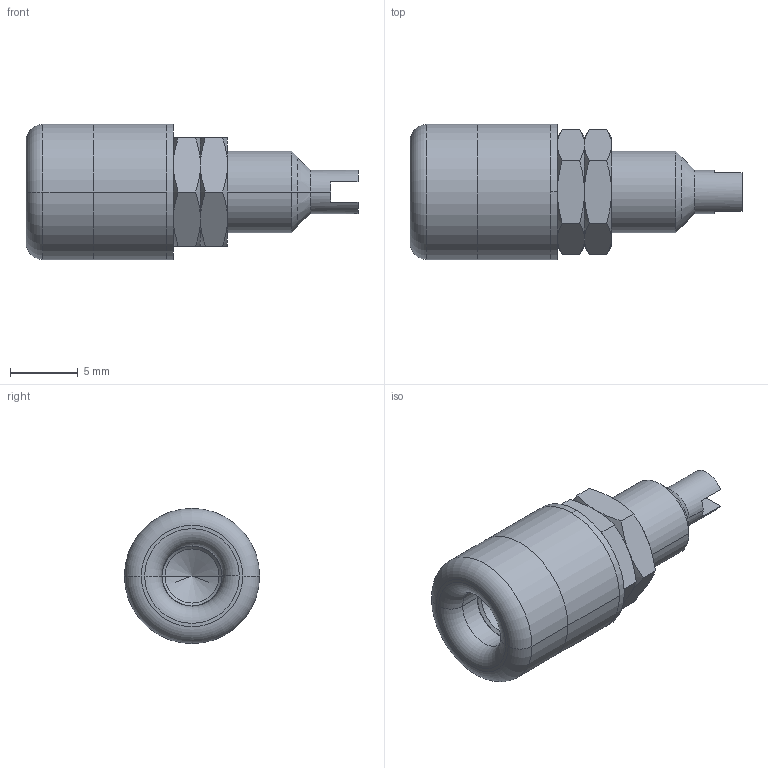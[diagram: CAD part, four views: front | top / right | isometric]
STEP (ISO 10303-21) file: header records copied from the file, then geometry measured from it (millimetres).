
FILE_DESCRIPTION((''),'2;1');
FILE_NAME('1748_EINBAUBUCHSE_KOMPLETT_ASM','2018-04-18T',('irzi'),(''),'PRO/ENGINEER BY PARAMETRIC TECHNOLOGY CORPORATION, 2015110','PRO/ENGINEER BY PARAMETRIC TECHNOLOGY CORPORATION, 2015110','');
FILE_SCHEMA(('CONFIG_CONTROL_DESIGN'));
Length unit declared in the file: millimetre
Products named in the file (7): 1744_IBU_401; 1745_ISO_IBU_401; 1747_IBU_401_U1_ASM; 1746_IBU_3; 1758_U-SCHEIBE; 1757_SECHSKANTMUTTER; 1748_EINBAUBUCHSE_KOMPLETT_ASM
Assembly tree (7 placements, depth 3):
  1748_EINBAUBUCHSE_KOMPLETT_ASM
    1747_IBU_401_U1_ASM
      1744_IBU_401
      1745_ISO_IBU_401
    1746_IBU_3
    1758_U-SCHEIBE
    1757_SECHSKANTMUTTER  x2
Bounding box: 24.55 x 10 x 10 mm (x, y, z)
Volume: 1003.6 mm3; surface area: 2339.5 mm2
Topology: 6 solids, 10 shells, 123 faces, 276 edges, 167 vertices
Faces by surface type: cone 42, plane 40, cylinder 37, torus 4
Entity records: 3722 total; most frequent: CARTESIAN_POINT 616, DIRECTION 522, ORIENTED_EDGE 412, PRESENTATION_STYLE_ASSIGNMENT 220, STYLED_ITEM 220, AXIS2_PLACEMENT_3D 217, CURVE_STYLE 212, EDGE_CURVE 212
